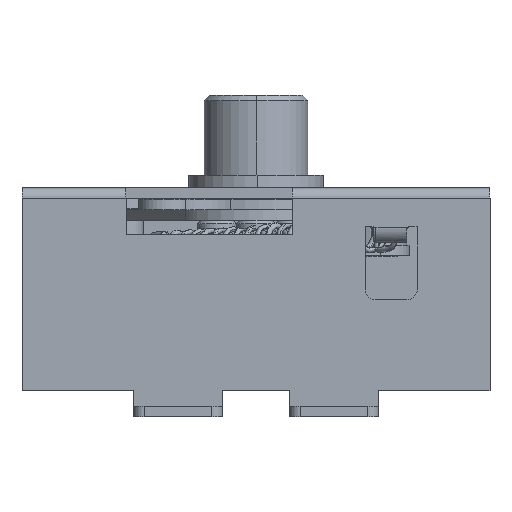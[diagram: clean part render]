
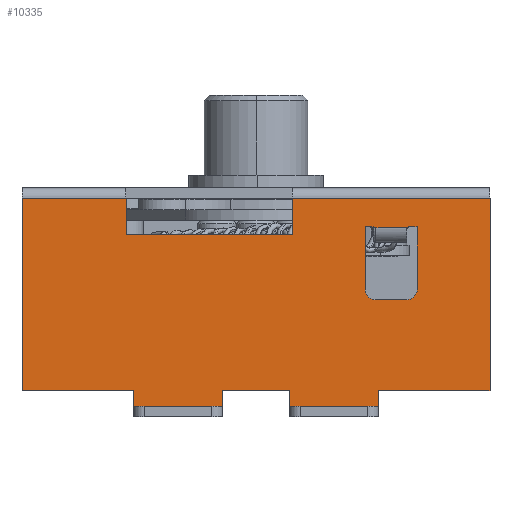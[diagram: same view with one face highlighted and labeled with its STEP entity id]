
A CAD part, front view. The second image highlights one B-rep face of the part: STEP entity #10335.
In plain terms, the highlighted face is planar.
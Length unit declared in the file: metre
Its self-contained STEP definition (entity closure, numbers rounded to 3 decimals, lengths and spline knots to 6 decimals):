
#9691=DIRECTION('',(1.,0.,0.));
#9692=VECTOR('',#9691,0.006);
#9693=CARTESIAN_POINT('',(0.025768,0.002,-0.039633));
#9694=LINE('',#9693,#9692);
#9723=DIRECTION('',(0.,0.,1.));
#9724=VECTOR('',#9723,0.005);
#9725=CARTESIAN_POINT('',(-0.003732,0.002,-0.022133));
#9726=LINE('',#9725,#9724);
#9740=CARTESIAN_POINT('',(0.025268,0.002,-0.053133));
#9741=DIRECTION('',(0.,-1.,0.));
#9742=DIRECTION('',(0.,0.,-1.));
#9743=AXIS2_PLACEMENT_3D('',#9740,#9741,#9742);
#9745=CARTESIAN_POINT('',(0.025768,0.002,-0.041633));
#9746=DIRECTION('',(0.,-1.,0.));
#9747=DIRECTION('',(0.,0.,1.));
#9748=AXIS2_PLACEMENT_3D('',#9745,#9746,#9747);
#9750=CARTESIAN_POINT('',(0.031768,0.002,-0.041633));
#9751=DIRECTION('',(0.,-1.,0.));
#9752=DIRECTION('',(1.,0.,0.));
#9753=AXIS2_PLACEMENT_3D('',#9750,#9751,#9752);
#9755=CARTESIAN_POINT('',(0.032268,0.002,-0.053133));
#9756=DIRECTION('',(0.,-1.,0.));
#9757=DIRECTION('',(-0.753,0.,-0.657));
#9758=AXIS2_PLACEMENT_3D('',#9755,#9756,#9757);
#9764=DIRECTION('',(0.,0.,-1.));
#9765=VECTOR('',#9764,0.005);
#9766=CARTESIAN_POINT('',(0.009268,0.002,-0.017133));
#9767=LINE('',#9766,#9765);
#9777=DIRECTION('',(-1.,0.,0.));
#9778=VECTOR('',#9777,0.013);
#9779=CARTESIAN_POINT('',(0.009268,0.002,-0.022133));
#9780=LINE('',#9779,#9778);
#9785=DIRECTION('',(-1.,0.,0.));
#9786=VECTOR('',#9785,0.017);
#9787=CARTESIAN_POINT('',(0.026268,0.002,-0.017133));
#9788=LINE('',#9787,#9786);
#9793=DIRECTION('',(0.,0.,1.));
#9794=VECTOR('',#9793,0.005);
#9795=CARTESIAN_POINT('',(0.026268,0.002,-0.022133));
#9796=LINE('',#9795,#9794);
#9814=DIRECTION('',(-1.,0.,0.));
#9815=VECTOR('',#9814,0.0215);
#9816=CARTESIAN_POINT('',(0.047768,0.002,-0.022133));
#9817=LINE('',#9816,#9815);
#9826=DIRECTION('',(0.,0.,1.));
#9827=VECTOR('',#9826,0.037);
#9828=CARTESIAN_POINT('',(0.047768,0.002,-0.059133));
#9829=LINE('',#9828,#9827);
#9838=DIRECTION('',(1.,0.,0.));
#9839=VECTOR('',#9838,0.038);
#9840=CARTESIAN_POINT('',(0.009768,0.002,-0.059133));
#9841=LINE('',#9840,#9839);
#9850=DIRECTION('',(0.,0.,-1.));
#9851=VECTOR('',#9850,0.007);
#9852=CARTESIAN_POINT('',(0.009768,0.002,-0.052133));
#9853=LINE('',#9852,#9851);
#9862=DIRECTION('',(1.,0.,0.));
#9863=VECTOR('',#9862,0.032);
#9864=CARTESIAN_POINT('',(-0.022232,0.002,-0.052133));
#9865=LINE('',#9864,#9863);
#9874=DIRECTION('',(0.,0.,1.));
#9875=VECTOR('',#9874,0.007);
#9876=CARTESIAN_POINT('',(-0.022232,0.002,-0.059133));
#9877=LINE('',#9876,#9875);
#9886=DIRECTION('',(1.,0.,0.));
#9887=VECTOR('',#9886,0.02);
#9888=CARTESIAN_POINT('',(-0.042232,0.002,-0.059133));
#9889=LINE('',#9888,#9887);
#9898=DIRECTION('',(0.,0.,-1.));
#9899=VECTOR('',#9898,0.037);
#9900=CARTESIAN_POINT('',(-0.042232,0.002,-0.022133));
#9901=LINE('',#9900,#9899);
#9910=DIRECTION('',(-1.,0.,0.));
#9911=VECTOR('',#9910,0.0215);
#9912=CARTESIAN_POINT('',(-0.020732,0.002,-0.022133));
#9913=LINE('',#9912,#9911);
#9922=DIRECTION('',(0.,0.,-1.));
#9923=VECTOR('',#9922,0.005);
#9924=CARTESIAN_POINT('',(-0.020732,0.002,-0.017133));
#9925=LINE('',#9924,#9923);
#9931=DIRECTION('',(-1.,0.,0.));
#9932=VECTOR('',#9931,0.017);
#9933=CARTESIAN_POINT('',(-0.003732,0.002,-0.017133));
#9934=LINE('',#9933,#9932);
#9961=DIRECTION('',(-1.,0.,0.));
#9962=VECTOR('',#9961,0.006247);
#9963=CARTESIAN_POINT('',(0.031891,0.002,-0.053462));
#9964=LINE('',#9963,#9962);
#9989=DIRECTION('',(-1.,0.,0.));
#9990=VECTOR('',#9989,0.0015);
#9991=CARTESIAN_POINT('',(0.033768,0.002,-0.053633));
#9992=LINE('',#9991,#9990);
#10001=DIRECTION('',(0.,0.,-1.));
#10002=VECTOR('',#10001,0.012);
#10003=CARTESIAN_POINT('',(0.033768,0.002,-0.041633));
#10004=LINE('',#10003,#10002);
#10023=DIRECTION('',(-1.,0.,0.));
#10024=VECTOR('',#10023,0.0015);
#10025=CARTESIAN_POINT('',(0.025268,0.002,-0.053633));
#10026=LINE('',#10025,#10024);
#10031=DIRECTION('',(0.,0.,1.));
#10032=VECTOR('',#10031,0.012);
#10033=CARTESIAN_POINT('',(0.023768,0.002,-0.053633));
#10034=LINE('',#10033,#10032);
#10048=CARTESIAN_POINT('',(0.009268,0.002,-0.017133));
#10050=VERTEX_POINT('',#10048);
#10051=CARTESIAN_POINT('',(0.026268,0.002,-0.017133));
#10053=VERTEX_POINT('',#10051);
#10059=CARTESIAN_POINT('',(-0.020732,0.002,-0.017133));
#10060=VERTEX_POINT('',#10059);
#10061=CARTESIAN_POINT('',(0.026268,0.002,-0.022133));
#10062=VERTEX_POINT('',#10061);
#10063=CARTESIAN_POINT('',(0.009268,0.002,-0.022133));
#10064=VERTEX_POINT('',#10063);
#10071=CARTESIAN_POINT('',(0.047768,0.002,-0.022133));
#10072=VERTEX_POINT('',#10071);
#10073=CARTESIAN_POINT('',(0.047768,0.002,-0.059133));
#10074=VERTEX_POINT('',#10073);
#10075=CARTESIAN_POINT('',(0.009768,0.002,-0.059133));
#10076=VERTEX_POINT('',#10075);
#10077=CARTESIAN_POINT('',(0.009768,0.002,-0.052133));
#10078=VERTEX_POINT('',#10077);
#10079=CARTESIAN_POINT('',(-0.022232,0.002,-0.052133));
#10080=VERTEX_POINT('',#10079);
#10081=CARTESIAN_POINT('',(-0.022232,0.002,-0.059133));
#10082=VERTEX_POINT('',#10081);
#10083=CARTESIAN_POINT('',(-0.042232,0.002,-0.059133));
#10084=VERTEX_POINT('',#10083);
#10085=CARTESIAN_POINT('',(-0.042232,0.002,-0.022133));
#10086=VERTEX_POINT('',#10085);
#10087=CARTESIAN_POINT('',(-0.020732,0.002,-0.022133));
#10088=VERTEX_POINT('',#10087);
#10089=CARTESIAN_POINT('',(-0.003732,0.002,-0.017133));
#10090=VERTEX_POINT('',#10089);
#10091=CARTESIAN_POINT('',(-0.003732,0.002,-0.022133));
#10092=VERTEX_POINT('',#10091);
#10093=CARTESIAN_POINT('',(0.025768,0.002,-0.039633));
#10094=CARTESIAN_POINT('',(0.031768,0.002,-0.039633));
#10095=VERTEX_POINT('',#10093);
#10096=VERTEX_POINT('',#10094);
#10097=CARTESIAN_POINT('',(0.033768,0.002,-0.041633));
#10098=VERTEX_POINT('',#10097);
#10099=CARTESIAN_POINT('',(0.033768,0.002,-0.053633));
#10100=VERTEX_POINT('',#10099);
#10101=CARTESIAN_POINT('',(0.032268,0.002,-0.053633));
#10102=VERTEX_POINT('',#10101);
#10103=CARTESIAN_POINT('',(0.031891,0.002,-0.053462));
#10104=VERTEX_POINT('',#10103);
#10105=CARTESIAN_POINT('',(0.025268,0.002,-0.053633));
#10106=CARTESIAN_POINT('',(0.025644,0.002,-0.053462));
#10107=VERTEX_POINT('',#10105);
#10108=VERTEX_POINT('',#10106);
#10109=CARTESIAN_POINT('',(0.023768,0.002,-0.053633));
#10110=VERTEX_POINT('',#10109);
#10111=CARTESIAN_POINT('',(0.023768,0.002,-0.041633));
#10112=VERTEX_POINT('',#10111);
#10276=CARTESIAN_POINT('',(-0.025,0.002,0.025));
#10277=DIRECTION('',(0.,1.,0.));
#10278=DIRECTION('',(1.,0.,0.));
#10279=AXIS2_PLACEMENT_3D('',#10276,#10277,#10278);
#10280=PLANE('',#10279);
#10282=ORIENTED_EDGE('',*,*,#10281,.T.);
#10284=ORIENTED_EDGE('',*,*,#10283,.T.);
#10285=ORIENTED_EDGE('',*,*,#10259,.T.);
#10287=ORIENTED_EDGE('',*,*,#10286,.T.);
#10289=ORIENTED_EDGE('',*,*,#10288,.T.);
#10291=ORIENTED_EDGE('',*,*,#10290,.T.);
#10293=ORIENTED_EDGE('',*,*,#10292,.T.);
#10295=ORIENTED_EDGE('',*,*,#10294,.T.);
#10297=ORIENTED_EDGE('',*,*,#10296,.T.);
#10299=ORIENTED_EDGE('',*,*,#10298,.T.);
#10301=ORIENTED_EDGE('',*,*,#10300,.T.);
#10303=ORIENTED_EDGE('',*,*,#10302,.T.);
#10305=ORIENTED_EDGE('',*,*,#10304,.T.);
#10307=ORIENTED_EDGE('',*,*,#10306,.T.);
#10309=ORIENTED_EDGE('',*,*,#10308,.T.);
#10311=ORIENTED_EDGE('',*,*,#10310,.T.);
#10312=EDGE_LOOP('',(#10282,#10284,#10285,#10287,#10289,#10291,#10293,#10295,
#10297,#10299,#10301,#10303,#10305,#10307,#10309,#10311));
#10313=FACE_OUTER_BOUND('',#10312,.F.);
#10315=ORIENTED_EDGE('',*,*,#10314,.F.);
#10317=ORIENTED_EDGE('',*,*,#10316,.T.);
#10319=ORIENTED_EDGE('',*,*,#10318,.T.);
#10321=ORIENTED_EDGE('',*,*,#10320,.F.);
#10322=ORIENTED_EDGE('',*,*,#10168,.T.);
#10324=ORIENTED_EDGE('',*,*,#10323,.F.);
#10326=ORIENTED_EDGE('',*,*,#10325,.T.);
#10328=ORIENTED_EDGE('',*,*,#10327,.T.);
#10330=ORIENTED_EDGE('',*,*,#10329,.F.);
#10332=ORIENTED_EDGE('',*,*,#10331,.T.);
#10333=EDGE_LOOP('',(#10315,#10317,#10319,#10321,#10322,#10324,#10326,#10328,
#10330,#10332));
#10334=FACE_BOUND('',#10333,.F.);
#10335=ADVANCED_FACE('',(#10313,#10334),#10280,.T.);
#9744=CIRCLE('',#9743,0.0005);
#9749=CIRCLE('',#9748,0.002);
#9754=CIRCLE('',#9753,0.002);
#9759=CIRCLE('',#9758,0.0005);
#10168=EDGE_CURVE('',#10095,#10096,#9694,.T.);
#10259=EDGE_CURVE('',#10092,#10090,#9726,.T.);
#10281=EDGE_CURVE('',#10050,#10064,#9767,.T.);
#10283=EDGE_CURVE('',#10064,#10092,#9780,.T.);
#10286=EDGE_CURVE('',#10090,#10060,#9934,.T.);
#10288=EDGE_CURVE('',#10060,#10088,#9925,.T.);
#10290=EDGE_CURVE('',#10088,#10086,#9913,.T.);
#10292=EDGE_CURVE('',#10086,#10084,#9901,.T.);
#10294=EDGE_CURVE('',#10084,#10082,#9889,.T.);
#10296=EDGE_CURVE('',#10082,#10080,#9877,.T.);
#10298=EDGE_CURVE('',#10080,#10078,#9865,.T.);
#10300=EDGE_CURVE('',#10078,#10076,#9853,.T.);
#10302=EDGE_CURVE('',#10076,#10074,#9841,.T.);
#10304=EDGE_CURVE('',#10074,#10072,#9829,.T.);
#10306=EDGE_CURVE('',#10072,#10062,#9817,.T.);
#10308=EDGE_CURVE('',#10062,#10053,#9796,.T.);
#10310=EDGE_CURVE('',#10053,#10050,#9788,.T.);
#10314=EDGE_CURVE('',#10107,#10108,#9744,.T.);
#10316=EDGE_CURVE('',#10107,#10110,#10026,.T.);
#10318=EDGE_CURVE('',#10110,#10112,#10034,.T.);
#10320=EDGE_CURVE('',#10095,#10112,#9749,.T.);
#10323=EDGE_CURVE('',#10098,#10096,#9754,.T.);
#10325=EDGE_CURVE('',#10098,#10100,#10004,.T.);
#10327=EDGE_CURVE('',#10100,#10102,#9992,.T.);
#10329=EDGE_CURVE('',#10104,#10102,#9759,.T.);
#10331=EDGE_CURVE('',#10104,#10108,#9964,.T.);
